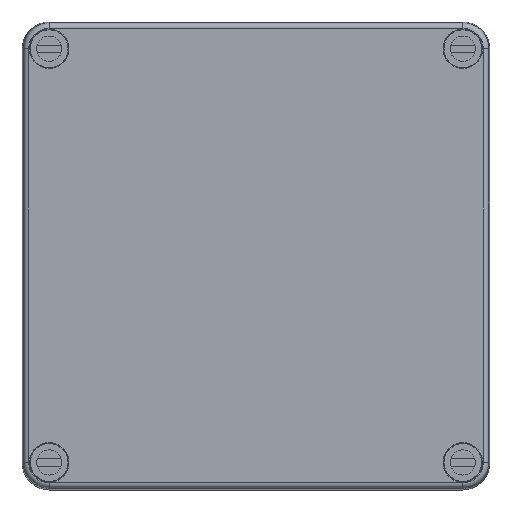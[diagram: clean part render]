
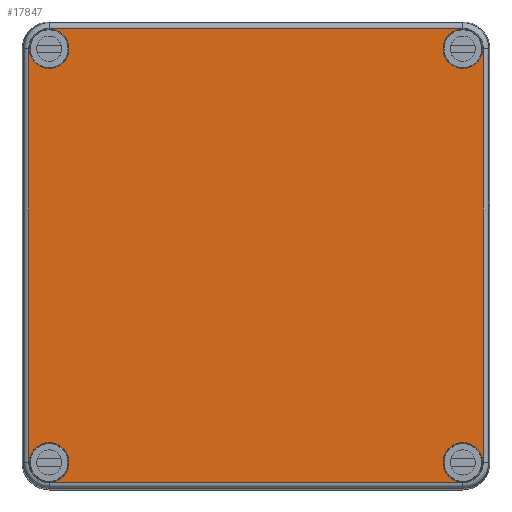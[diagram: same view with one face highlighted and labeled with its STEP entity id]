
A CAD part, top view. The second image highlights one B-rep face of the part: STEP entity #17847.
In plain terms, the highlighted planar face has unit normal (0, 0, 1).
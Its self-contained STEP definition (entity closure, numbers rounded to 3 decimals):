
#133 = CARTESIAN_POINT ( 'NONE',  ( -63.173, 57.5, 39. ) ) ;
#350 = AXIS2_PLACEMENT_3D ( 'NONE', #18267, #8374, #19939 ) ;
#685 = VERTEX_POINT ( 'NONE', #7491 ) ;
#854 = VERTEX_POINT ( 'NONE', #6327 ) ;
#1124 = DIRECTION ( 'NONE',  ( -1., 0., 0. ) ) ;
#1153 = DIRECTION ( 'NONE',  ( -1., 0., 0. ) ) ;
#1216 = CIRCLE ( 'NONE', #350, 5.5 ) ;
#1347 = EDGE_CURVE ( 'NONE', #20637, #854, #2580, .T. ) ;
#1353 = LINE ( 'NONE', #14866, #5766 ) ;
#1360 = AXIS2_PLACEMENT_3D ( 'NONE', #15142, #5194, #16789 ) ;
#1378 = CARTESIAN_POINT ( 'NONE',  ( 57.5, -63.173, 39. ) ) ;
#1581 = DIRECTION ( 'NONE',  ( 0., 0., -1. ) ) ;
#1719 = CIRCLE ( 'NONE', #17579, 5.673 ) ;
#1743 = CARTESIAN_POINT ( 'NONE',  ( 57.5, -57.5, 39. ) ) ;
#2086 = PLANE ( 'NONE',  #6953 ) ;
#2580 = CIRCLE ( 'NONE', #9393, 5.5 ) ;
#2700 = VERTEX_POINT ( 'NONE', #15075 ) ;
#2711 = CARTESIAN_POINT ( 'NONE',  ( 57.5, 57.5, 39. ) ) ;
#2720 = VERTEX_POINT ( 'NONE', #18341 ) ;
#3003 = ORIENTED_EDGE ( 'NONE', *, *, #14170, .T. ) ;
#3076 = DIRECTION ( 'NONE',  ( -1., 0., 0. ) ) ;
#3141 = CARTESIAN_POINT ( 'NONE',  ( 57.5, -57.5, 39. ) ) ;
#3214 = EDGE_CURVE ( 'NONE', #2720, #7198, #20626, .T. ) ;
#3443 = DIRECTION ( 'NONE',  ( -1., 0., 0. ) ) ;
#3541 = EDGE_CURVE ( 'NONE', #8451, #4579, #9491, .T. ) ;
#3780 = CARTESIAN_POINT ( 'NONE',  ( -63.173, 57.5, 39. ) ) ;
#3815 = DIRECTION ( 'NONE',  ( 0., -1., 0. ) ) ;
#3854 = EDGE_CURVE ( 'NONE', #18946, #16357, #20324, .T. ) ;
#3866 = FACE_BOUND ( 'NONE', #16014, .T. ) ;
#4131 = ORIENTED_EDGE ( 'NONE', *, *, #13393, .F. ) ;
#4380 = DIRECTION ( 'NONE',  ( -1., 0., 0. ) ) ;
#4570 = VECTOR ( 'NONE', #3076, 1000. ) ;
#4579 = VERTEX_POINT ( 'NONE', #7422 ) ;
#4667 = EDGE_CURVE ( 'NONE', #5004, #13316, #15064, .T. ) ;
#4798 = DIRECTION ( 'NONE',  ( -1., 0., 0. ) ) ;
#4968 = ORIENTED_EDGE ( 'NONE', *, *, #12812, .T. ) ;
#5004 = VERTEX_POINT ( 'NONE', #16855 ) ;
#5194 = DIRECTION ( 'NONE',  ( 0., 0., -1. ) ) ;
#5201 = ORIENTED_EDGE ( 'NONE', *, *, #17409, .T. ) ;
#5551 = AXIS2_PLACEMENT_3D ( 'NONE', #20975, #11063, #1124 ) ;
#5686 = DIRECTION ( 'NONE',  ( 0., 0., 1. ) ) ;
#5758 = ORIENTED_EDGE ( 'NONE', *, *, #4667, .T. ) ;
#5766 = VECTOR ( 'NONE', #16512, 1000. ) ;
#5978 = DIRECTION ( 'NONE',  ( 0., 0., 1. ) ) ;
#6052 = CARTESIAN_POINT ( 'NONE',  ( 57.5, 57.5, 39. ) ) ;
#6068 = VECTOR ( 'NONE', #8737, 1000. ) ;
#6327 = CARTESIAN_POINT ( 'NONE',  ( 63., -57.5, 39. ) ) ;
#6587 = EDGE_LOOP ( 'NONE', ( #3003, #18777, #21405, #11850, #18638, #13535, #4131, #20451 ) ) ;
#6755 = EDGE_CURVE ( 'NONE', #16357, #18946, #20393, .T. ) ;
#6953 = AXIS2_PLACEMENT_3D ( 'NONE', #3780, #8678, #17027 ) ;
#7065 = AXIS2_PLACEMENT_3D ( 'NONE', #21000, #11089, #1153 ) ;
#7198 = VERTEX_POINT ( 'NONE', #20958 ) ;
#7422 = CARTESIAN_POINT ( 'NONE',  ( -57.5, -63.173, 39. ) ) ;
#7491 = CARTESIAN_POINT ( 'NONE',  ( 57.5, 63.173, 39. ) ) ;
#7512 = CARTESIAN_POINT ( 'NONE',  ( -63.173, -57.5, 39. ) ) ;
#7715 = DIRECTION ( 'NONE',  ( -1., 0., 0. ) ) ;
#8267 = FACE_BOUND ( 'NONE', #16045, .T. ) ;
#8365 = CIRCLE ( 'NONE', #1360, 5.673 ) ;
#8374 = DIRECTION ( 'NONE',  ( 0., 0., -1. ) ) ;
#8451 = VERTEX_POINT ( 'NONE', #9871 ) ;
#8678 = DIRECTION ( 'NONE',  ( 0., 0., -1. ) ) ;
#8737 = DIRECTION ( 'NONE',  ( 0., -1., 0. ) ) ;
#8830 = DIRECTION ( 'NONE',  ( 0., 0., -1. ) ) ;
#9393 = AXIS2_PLACEMENT_3D ( 'NONE', #3141, #14750, #4798 ) ;
#9478 = EDGE_CURVE ( 'NONE', #685, #13671, #1353, .T. ) ;
#9491 = LINE ( 'NONE', #1378, #4570 ) ;
#9794 = ORIENTED_EDGE ( 'NONE', *, *, #6755, .T. ) ;
#9871 = CARTESIAN_POINT ( 'NONE',  ( 57.5, -63.173, 39. ) ) ;
#9985 = CARTESIAN_POINT ( 'NONE',  ( -63., 57.5, 39. ) ) ;
#10398 = AXIS2_PLACEMENT_3D ( 'NONE', #2711, #14326, #4380 ) ;
#10724 = CIRCLE ( 'NONE', #13846, 5.673 ) ;
#11063 = DIRECTION ( 'NONE',  ( 0., 0., -1. ) ) ;
#11089 = DIRECTION ( 'NONE',  ( 0., 0., -1. ) ) ;
#11155 = CARTESIAN_POINT ( 'NONE',  ( 52., 57.5, 39. ) ) ;
#11531 = CARTESIAN_POINT ( 'NONE',  ( -57.5, -57.5, 39. ) ) ;
#11850 = ORIENTED_EDGE ( 'NONE', *, *, #9478, .T. ) ;
#12162 = FACE_BOUND ( 'NONE', #15472, .T. ) ;
#12265 = EDGE_CURVE ( 'NONE', #2700, #17135, #1216, .T. ) ;
#12601 = CIRCLE ( 'NONE', #10398, 5.5 ) ;
#12802 = CARTESIAN_POINT ( 'NONE',  ( -63., -57.5, 39. ) ) ;
#12812 = EDGE_CURVE ( 'NONE', #854, #20637, #16026, .T. ) ;
#13065 = AXIS2_PLACEMENT_3D ( 'NONE', #15639, #5686, #17273 ) ;
#13210 = DIRECTION ( 'NONE',  ( -1., 0., 0. ) ) ;
#13234 = CIRCLE ( 'NONE', #5551, 5.5 ) ;
#13316 = VERTEX_POINT ( 'NONE', #11155 ) ;
#13373 = DIRECTION ( 'NONE',  ( 0., 0., -1. ) ) ;
#13393 = EDGE_CURVE ( 'NONE', #4579, #18002, #1719, .T. ) ;
#13535 = ORIENTED_EDGE ( 'NONE', *, *, #20961, .T. ) ;
#13671 = VERTEX_POINT ( 'NONE', #20829 ) ;
#13759 = CARTESIAN_POINT ( 'NONE',  ( 63.173, 57.5, 39. ) ) ;
#13846 = AXIS2_PLACEMENT_3D ( 'NONE', #15929, #5978, #17558 ) ;
#13857 = AXIS2_PLACEMENT_3D ( 'NONE', #6052, #17625, #7715 ) ;
#14170 = EDGE_CURVE ( 'NONE', #8451, #7198, #14699, .T. ) ;
#14266 = EDGE_CURVE ( 'NONE', #13316, #5004, #12601, .T. ) ;
#14326 = DIRECTION ( 'NONE',  ( 0., 0., -1. ) ) ;
#14699 = CIRCLE ( 'NONE', #13065, 5.673 ) ;
#14750 = DIRECTION ( 'NONE',  ( 0., 0., -1. ) ) ;
#14818 = ORIENTED_EDGE ( 'NONE', *, *, #12265, .T. ) ;
#14866 = CARTESIAN_POINT ( 'NONE',  ( 57.5, 63.173, 39. ) ) ;
#15064 = CIRCLE ( 'NONE', #13857, 5.5 ) ;
#15075 = CARTESIAN_POINT ( 'NONE',  ( -52., 57.5, 39. ) ) ;
#15133 = AXIS2_PLACEMENT_3D ( 'NONE', #1743, #13373, #3443 ) ;
#15142 = CARTESIAN_POINT ( 'NONE',  ( 57.5, 57.5, 39. ) ) ;
#15472 = EDGE_LOOP ( 'NONE', ( #20997, #9794 ) ) ;
#15639 = CARTESIAN_POINT ( 'NONE',  ( 57.5, -57.5, 39. ) ) ;
#15929 = CARTESIAN_POINT ( 'NONE',  ( -57.5, 57.5, 39. ) ) ;
#15993 = EDGE_CURVE ( 'NONE', #685, #2720, #8365, .T. ) ;
#16014 = EDGE_LOOP ( 'NONE', ( #5758, #21382 ) ) ;
#16026 = CIRCLE ( 'NONE', #15133, 5.5 ) ;
#16045 = EDGE_LOOP ( 'NONE', ( #14818, #5201 ) ) ;
#16262 = VECTOR ( 'NONE', #3815, 1000. ) ;
#16357 = VERTEX_POINT ( 'NONE', #12802 ) ;
#16512 = DIRECTION ( 'NONE',  ( -1., 0., 0. ) ) ;
#16572 = FACE_OUTER_BOUND ( 'NONE', #6587, .T. ) ;
#16789 = DIRECTION ( 'NONE',  ( -1., 0., 0. ) ) ;
#16855 = CARTESIAN_POINT ( 'NONE',  ( 63., 57.5, 39. ) ) ;
#16948 = EDGE_LOOP ( 'NONE', ( #4968, #19729 ) ) ;
#17027 = DIRECTION ( 'NONE',  ( -1., 0., 0. ) ) ;
#17079 = FACE_BOUND ( 'NONE', #16948, .T. ) ;
#17086 = CARTESIAN_POINT ( 'NONE',  ( -63.173, 57.5, 39. ) ) ;
#17135 = VERTEX_POINT ( 'NONE', #9985 ) ;
#17273 = DIRECTION ( 'NONE',  ( 1., 0., 0. ) ) ;
#17409 = EDGE_CURVE ( 'NONE', #17135, #2700, #13234, .T. ) ;
#17558 = DIRECTION ( 'NONE',  ( 1., 0., 0. ) ) ;
#17579 = AXIS2_PLACEMENT_3D ( 'NONE', #11531, #1581, #13210 ) ;
#17625 = DIRECTION ( 'NONE',  ( 0., 0., -1. ) ) ;
#17671 = AXIS2_PLACEMENT_3D ( 'NONE', #18728, #8830, #20406 ) ;
#17750 = VERTEX_POINT ( 'NONE', #133 ) ;
#17847 = ADVANCED_FACE ( 'NONE', ( #17079, #3866, #16572, #8267, #12162 ), #2086, .F. ) ;
#18002 = VERTEX_POINT ( 'NONE', #7512 ) ;
#18267 = CARTESIAN_POINT ( 'NONE',  ( -57.5, 57.5, 39. ) ) ;
#18341 = CARTESIAN_POINT ( 'NONE',  ( 63.173, 57.5, 39. ) ) ;
#18610 = CARTESIAN_POINT ( 'NONE',  ( -52., -57.5, 39. ) ) ;
#18638 = ORIENTED_EDGE ( 'NONE', *, *, #21138, .T. ) ;
#18728 = CARTESIAN_POINT ( 'NONE',  ( -57.5, -57.5, 39. ) ) ;
#18777 = ORIENTED_EDGE ( 'NONE', *, *, #3214, .F. ) ;
#18946 = VERTEX_POINT ( 'NONE', #18610 ) ;
#19467 = CARTESIAN_POINT ( 'NONE',  ( 52., -57.5, 39. ) ) ;
#19729 = ORIENTED_EDGE ( 'NONE', *, *, #1347, .T. ) ;
#19798 = LINE ( 'NONE', #17086, #6068 ) ;
#19939 = DIRECTION ( 'NONE',  ( -1., 0., 0. ) ) ;
#20324 = CIRCLE ( 'NONE', #17671, 5.5 ) ;
#20393 = CIRCLE ( 'NONE', #7065, 5.5 ) ;
#20406 = DIRECTION ( 'NONE',  ( -1., 0., 0. ) ) ;
#20451 = ORIENTED_EDGE ( 'NONE', *, *, #3541, .F. ) ;
#20626 = LINE ( 'NONE', #13759, #16262 ) ;
#20637 = VERTEX_POINT ( 'NONE', #19467 ) ;
#20829 = CARTESIAN_POINT ( 'NONE',  ( -57.5, 63.173, 39. ) ) ;
#20958 = CARTESIAN_POINT ( 'NONE',  ( 63.173, -57.5, 39. ) ) ;
#20961 = EDGE_CURVE ( 'NONE', #17750, #18002, #19798, .T. ) ;
#20975 = CARTESIAN_POINT ( 'NONE',  ( -57.5, 57.5, 39. ) ) ;
#20997 = ORIENTED_EDGE ( 'NONE', *, *, #3854, .T. ) ;
#21000 = CARTESIAN_POINT ( 'NONE',  ( -57.5, -57.5, 39. ) ) ;
#21138 = EDGE_CURVE ( 'NONE', #13671, #17750, #10724, .T. ) ;
#21382 = ORIENTED_EDGE ( 'NONE', *, *, #14266, .T. ) ;
#21405 = ORIENTED_EDGE ( 'NONE', *, *, #15993, .F. ) ;
